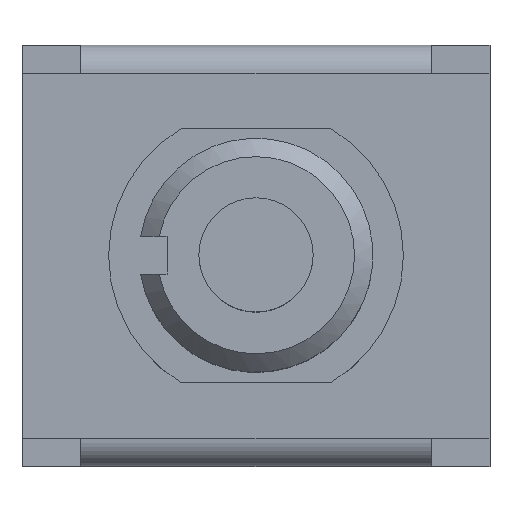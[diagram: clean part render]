
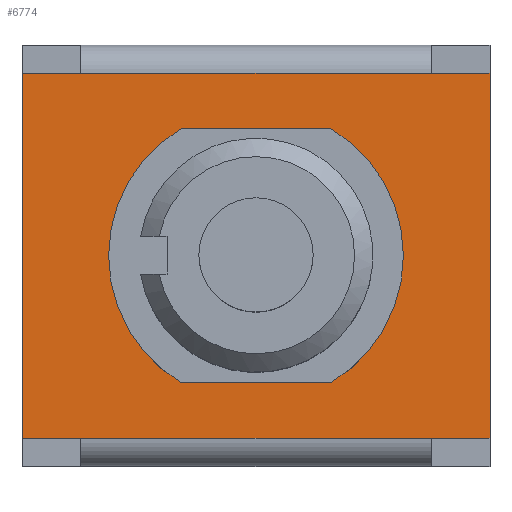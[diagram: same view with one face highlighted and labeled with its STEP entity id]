
A CAD part, top view. The second image highlights one B-rep face of the part: STEP entity #6774.
In plain terms, the highlighted planar face has unit normal (0, 0, 1).
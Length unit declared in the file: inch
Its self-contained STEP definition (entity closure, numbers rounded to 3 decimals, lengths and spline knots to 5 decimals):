
#435=CARTESIAN_POINT('',(-0.07969,0.13583,0.35079));
#436=VERTEX_POINT('',#435);
#443=CARTESIAN_POINT('',(-0.07969,-0.13583,0.35079));
#444=VERTEX_POINT('',#443);
#445=CARTESIAN_POINT('',(0.0,0.0,0.35079));
#446=DIRECTION('',(0.0,0.0,-1.0));
#447=DIRECTION('',(0.506,-0.863,0.0));
#448=AXIS2_PLACEMENT_3D('',#445,#446,#447);
#449=CIRCLE('',#448,0.15748);
#450=EDGE_CURVE('',#444,#436,#449,.T.);
#467=CARTESIAN_POINT('',(0.07969,0.13583,0.35079));
#468=VERTEX_POINT('',#467);
#475=CARTESIAN_POINT('',(-0.07969,0.13583,0.35079));
#476=DIRECTION('',(1.0,0.0,0.0));
#477=VECTOR('',#476,0.15939);
#478=LINE('',#475,#477);
#479=EDGE_CURVE('',#436,#468,#478,.T.);
#491=CARTESIAN_POINT('',(0.07969,-0.13583,0.35079));
#492=VERTEX_POINT('',#491);
#499=CARTESIAN_POINT('',(0.0,0.0,0.35079));
#500=DIRECTION('',(0.0,0.0,-1.0));
#501=DIRECTION('',(-0.506,0.863,0.0));
#502=AXIS2_PLACEMENT_3D('',#499,#500,#501);
#503=CIRCLE('',#502,0.15748);
#504=EDGE_CURVE('',#468,#492,#503,.T.);
#517=CARTESIAN_POINT('',(0.07969,-0.13583,0.35079));
#518=DIRECTION('',(-1.0,0.0,0.0));
#519=VECTOR('',#518,0.15939);
#520=LINE('',#517,#519);
#521=EDGE_CURVE('',#492,#444,#520,.T.);
#5941=CARTESIAN_POINT('',(0.18701,-0.19508,0.35079));
#5942=VERTEX_POINT('',#5941);
#6014=CARTESIAN_POINT('',(-0.18701,0.19508,0.35079));
#6015=VERTEX_POINT('',#6014);
#6443=CARTESIAN_POINT('',(0.18701,0.19508,0.35079));
#6444=VERTEX_POINT('',#6443);
#6476=CARTESIAN_POINT('',(-0.18701,-0.19508,0.35079));
#6477=VERTEX_POINT('',#6476);
#6579=CARTESIAN_POINT('',(0.25,0.19508,0.35079));
#6580=VERTEX_POINT('',#6579);
#6596=CARTESIAN_POINT('',(0.18701,0.19508,0.35079));
#6597=DIRECTION('',(1.0,0.0,0.0));
#6598=VECTOR('',#6597,0.06299);
#6599=LINE('',#6596,#6598);
#6600=EDGE_CURVE('',#6444,#6580,#6599,.T.);
#6612=CARTESIAN_POINT('',(0.25,-0.19508,0.35079));
#6613=VERTEX_POINT('',#6612);
#6620=CARTESIAN_POINT('',(0.18701,-0.19508,0.35079));
#6621=DIRECTION('',(1.0,0.0,0.0));
#6622=VECTOR('',#6621,0.06299);
#6623=LINE('',#6620,#6622);
#6624=EDGE_CURVE('',#5942,#6613,#6623,.T.);
#6641=CARTESIAN_POINT('',(-0.25,-0.19508,0.35079));
#6642=VERTEX_POINT('',#6641);
#6658=CARTESIAN_POINT('',(-0.18701,-0.19508,0.35079));
#6659=DIRECTION('',(-1.0,0.0,0.0));
#6660=VECTOR('',#6659,0.06299);
#6661=LINE('',#6658,#6660);
#6662=EDGE_CURVE('',#6477,#6642,#6661,.T.);
#6674=CARTESIAN_POINT('',(-0.25,0.19508,0.35079));
#6675=VERTEX_POINT('',#6674);
#6682=CARTESIAN_POINT('',(-0.18701,0.19508,0.35079));
#6683=DIRECTION('',(-1.0,0.0,0.0));
#6684=VECTOR('',#6683,0.06299);
#6685=LINE('',#6682,#6684);
#6686=EDGE_CURVE('',#6015,#6675,#6685,.T.);
#6713=CARTESIAN_POINT('',(0.18701,-0.19508,0.35079));
#6714=DIRECTION('',(-1.0,0.0,0.0));
#6715=VECTOR('',#6714,0.37402);
#6716=LINE('',#6713,#6715);
#6717=EDGE_CURVE('',#5942,#6477,#6716,.T.);
#6738=CARTESIAN_POINT('',(0.275,0.21459,0.35079));
#6739=DIRECTION('',(0.0,0.0,1.0));
#6740=DIRECTION('',(1.0,0.0,0.0));
#6741=AXIS2_PLACEMENT_3D('',#6738,#6739,#6740);
#6742=PLANE('',#6741);
#6743=CARTESIAN_POINT('',(0.18701,0.19508,0.35079));
#6744=DIRECTION('',(-1.0,0.0,0.0));
#6745=VECTOR('',#6744,0.37402);
#6746=LINE('',#6743,#6745);
#6747=EDGE_CURVE('',#6444,#6015,#6746,.T.);
#6748=ORIENTED_EDGE('',*,*,#6747,.T.);
#6749=ORIENTED_EDGE('',*,*,#6686,.T.);
#6750=CARTESIAN_POINT('',(-0.25,0.19508,0.35079));
#6751=DIRECTION('',(0.0,-1.0,0.0));
#6752=VECTOR('',#6751,0.39016);
#6753=LINE('',#6750,#6752);
#6754=EDGE_CURVE('',#6675,#6642,#6753,.T.);
#6755=ORIENTED_EDGE('',*,*,#6754,.T.);
#6756=ORIENTED_EDGE('',*,*,#6662,.F.);
#6757=ORIENTED_EDGE('',*,*,#6717,.F.);
#6758=ORIENTED_EDGE('',*,*,#6624,.T.);
#6759=CARTESIAN_POINT('',(0.25,-0.19508,0.35079));
#6760=DIRECTION('',(0.0,1.0,0.0));
#6761=VECTOR('',#6760,0.39016);
#6762=LINE('',#6759,#6761);
#6763=EDGE_CURVE('',#6613,#6580,#6762,.T.);
#6764=ORIENTED_EDGE('',*,*,#6763,.T.);
#6765=ORIENTED_EDGE('',*,*,#6600,.F.);
#6766=EDGE_LOOP('',(#6748,#6749,#6755,#6756,#6757,#6758,#6764,#6765));
#6767=FACE_OUTER_BOUND('',#6766,.T.);
#6768=ORIENTED_EDGE('',*,*,#450,.T.);
#6769=ORIENTED_EDGE('',*,*,#479,.T.);
#6770=ORIENTED_EDGE('',*,*,#504,.T.);
#6771=ORIENTED_EDGE('',*,*,#521,.T.);
#6772=EDGE_LOOP('',(#6768,#6769,#6770,#6771));
#6773=FACE_BOUND('',#6772,.T.);
#6774=ADVANCED_FACE('',(#6767,#6773),#6742,.T.);
